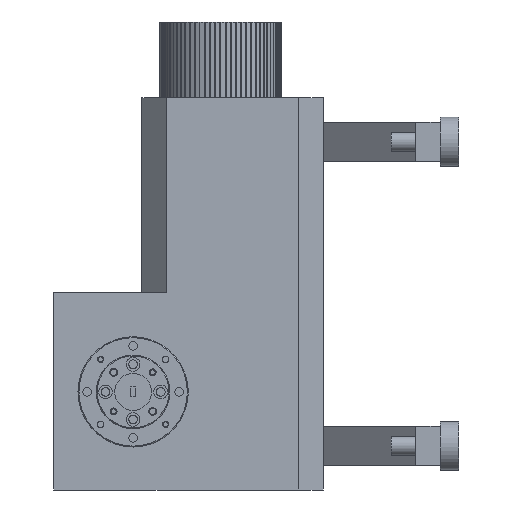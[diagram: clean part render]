
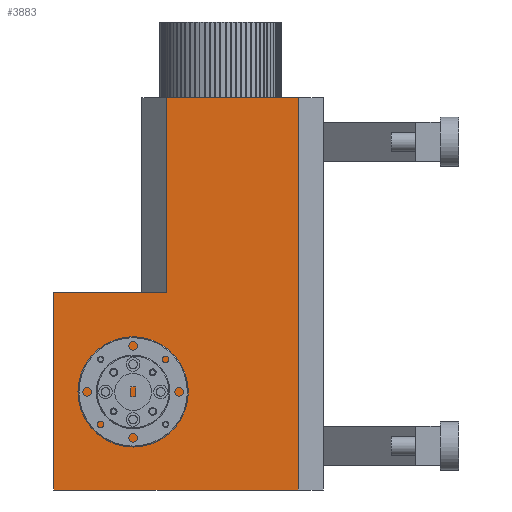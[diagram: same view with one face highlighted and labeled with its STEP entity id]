
A CAD part, left-side view. The second image highlights one B-rep face of the part: STEP entity #3883.
In plain terms, the highlighted planar face has unit normal (-1, 0, 0).
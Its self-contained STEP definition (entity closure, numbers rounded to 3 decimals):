
#623 = CARTESIAN_POINT ( 'NONE',  ( -34.128, 62.46, -63.82 ) ) ;
#880 = VECTOR ( 'NONE', #28571, 1000. ) ;
#3883 = ADVANCED_FACE ( 'NONE', ( #4050 ), #7419, .F. ) ;
#4050 = FACE_OUTER_BOUND ( 'NONE', #35099, .T. ) ;
#4431 = VECTOR ( 'NONE', #48412, 1000. ) ;
#7161 = CARTESIAN_POINT ( 'NONE',  ( -34.128, 33.134, 37.78 ) ) ;
#7419 = PLANE ( 'NONE',  #67013 ) ;
#8365 = ORIENTED_EDGE ( 'NONE', *, *, #61346, .F. ) ;
#10334 = EDGE_CURVE ( 'NONE', #53468, #62245, #56782, .T. ) ;
#11048 = VERTEX_POINT ( 'NONE', #35345 ) ;
#11308 = CARTESIAN_POINT ( 'NONE',  ( -34.128, 62.46, -12.766 ) ) ;
#11618 = DIRECTION ( 'NONE',  ( 0., 0., -1. ) ) ;
#12527 = DIRECTION ( 'NONE',  ( 1., 0., 0. ) ) ;
#12585 = VECTOR ( 'NONE', #19014, 1000. ) ;
#14149 = VERTEX_POINT ( 'NONE', #623 ) ;
#14618 = VERTEX_POINT ( 'NONE', #20772 ) ;
#15703 = DIRECTION ( 'NONE',  ( 0., 0., 1. ) ) ;
#18367 = VERTEX_POINT ( 'NONE', #7161 ) ;
#19014 = DIRECTION ( 'NONE',  ( 0., 0., 1. ) ) ;
#20772 = CARTESIAN_POINT ( 'NONE',  ( -34.128, -0.924, 37.78 ) ) ;
#21690 = CARTESIAN_POINT ( 'NONE',  ( -34.128, 62.46, -63.821 ) ) ;
#22131 = EDGE_CURVE ( 'NONE', #11048, #14618, #40067, .T. ) ;
#22964 = VECTOR ( 'NONE', #15703, 1000. ) ;
#23349 = VECTOR ( 'NONE', #26332, 1000. ) ;
#23540 = LINE ( 'NONE', #37857, #4431 ) ;
#26332 = DIRECTION ( 'NONE',  ( 0., -1., 0. ) ) ;
#28571 = DIRECTION ( 'NONE',  ( 0., 1., 0. ) ) ;
#35099 = EDGE_LOOP ( 'NONE', ( #8365, #60473, #44125, #68564, #50170, #60037 ) ) ;
#35345 = CARTESIAN_POINT ( 'NONE',  ( -34.128, -0.924, -63.82 ) ) ;
#36110 = EDGE_CURVE ( 'NONE', #14149, #62245, #65660, .T. ) ;
#37514 = CARTESIAN_POINT ( 'NONE',  ( -34.128, 10.898, 37.78 ) ) ;
#37857 = CARTESIAN_POINT ( 'NONE',  ( -34.128, 33.134, -12.766 ) ) ;
#40067 = LINE ( 'NONE', #51049, #12585 ) ;
#41183 = DIRECTION ( 'NONE',  ( 0., 1., 0. ) ) ;
#41759 = CARTESIAN_POINT ( 'NONE',  ( -34.128, 33.134, -12.766 ) ) ;
#43422 = LINE ( 'NONE', #60603, #880 ) ;
#44125 = ORIENTED_EDGE ( 'NONE', *, *, #36110, .F. ) ;
#48412 = DIRECTION ( 'NONE',  ( 0., 0., 1. ) ) ;
#50170 = ORIENTED_EDGE ( 'NONE', *, *, #22131, .T. ) ;
#51049 = CARTESIAN_POINT ( 'NONE',  ( -34.128, -0.924, -12.766 ) ) ;
#51505 = CARTESIAN_POINT ( 'NONE',  ( -34.128, 10.898, -12.766 ) ) ;
#53468 = VERTEX_POINT ( 'NONE', #41759 ) ;
#53585 = EDGE_CURVE ( 'NONE', #18367, #14618, #66929, .T. ) ;
#54285 = EDGE_CURVE ( 'NONE', #11048, #14149, #43422, .T. ) ;
#56782 = LINE ( 'NONE', #51505, #62616 ) ;
#60037 = ORIENTED_EDGE ( 'NONE', *, *, #53585, .F. ) ;
#60473 = ORIENTED_EDGE ( 'NONE', *, *, #10334, .T. ) ;
#60603 = CARTESIAN_POINT ( 'NONE',  ( -34.128, 10.898, -63.82 ) ) ;
#61346 = EDGE_CURVE ( 'NONE', #53468, #18367, #23540, .T. ) ;
#62245 = VERTEX_POINT ( 'NONE', #11308 ) ;
#62616 = VECTOR ( 'NONE', #41183, 1000. ) ;
#65326 = CARTESIAN_POINT ( 'NONE',  ( -34.128, 10.898, -12.766 ) ) ;
#65660 = LINE ( 'NONE', #21690, #22964 ) ;
#66929 = LINE ( 'NONE', #37514, #23349 ) ;
#67013 = AXIS2_PLACEMENT_3D ( 'NONE', #65326, #12527, #11618 ) ;
#68564 = ORIENTED_EDGE ( 'NONE', *, *, #54285, .F. ) ;
